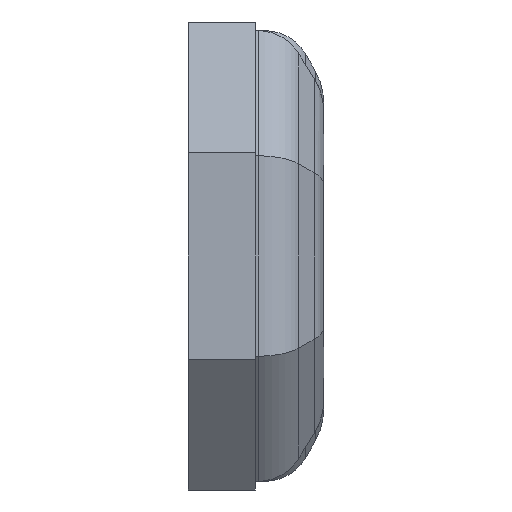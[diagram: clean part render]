
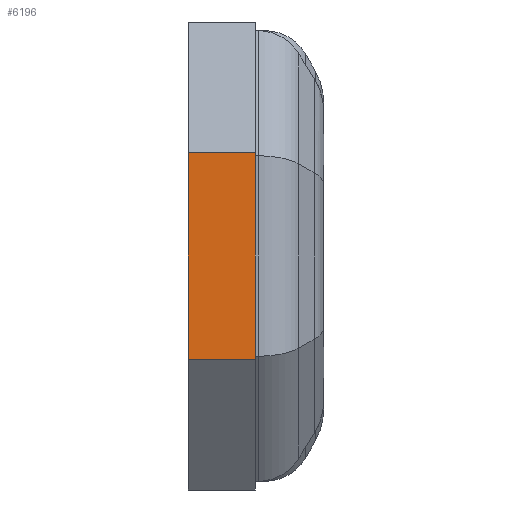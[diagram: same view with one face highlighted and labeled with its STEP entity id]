
A CAD part, left-side view. The second image highlights one B-rep face of the part: STEP entity #6196.
In plain terms, the highlighted planar face has unit normal (-1, 0, 0).
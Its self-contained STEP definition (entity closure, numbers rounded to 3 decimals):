
#820=FACE_OUTER_BOUND('',#1186,.T.);
#1186=EDGE_LOOP('',(#5525,#5526,#5527,#5528));
#1709=LINE('',#11972,#2309);
#1768=LINE('',#12089,#2368);
#1769=LINE('',#12092,#2369);
#1770=LINE('',#12093,#2370);
#2309=VECTOR('',#7939,10.);
#2368=VECTOR('',#8042,10.);
#2369=VECTOR('',#8045,10.);
#2370=VECTOR('',#8046,10.);
#2910=VERTEX_POINT('',#11969);
#2911=VERTEX_POINT('',#11971);
#2947=VERTEX_POINT('',#12087);
#2948=VERTEX_POINT('',#12091);
#3763=EDGE_CURVE('',#2910,#2911,#1709,.T.);
#3822=EDGE_CURVE('',#2947,#2910,#1768,.T.);
#3823=EDGE_CURVE('',#2948,#2947,#1769,.T.);
#3824=EDGE_CURVE('',#2948,#2911,#1770,.T.);
#5525=ORIENTED_EDGE('',*,*,#3822,.F.);
#5526=ORIENTED_EDGE('',*,*,#3823,.F.);
#5527=ORIENTED_EDGE('',*,*,#3824,.T.);
#5528=ORIENTED_EDGE('',*,*,#3763,.F.);
#5842=PLANE('',#6655);
#6196=ADVANCED_FACE('',(#820),#5842,.T.);
#6655=AXIS2_PLACEMENT_3D('',#12090,#8043,#8044);
#7939=DIRECTION('',(0.,0.,1.));
#8042=DIRECTION('',(0.,1.,0.));
#8043=DIRECTION('center_axis',(-1.,0.,0.));
#8044=DIRECTION('ref_axis',(0.,0.,-1.));
#8045=DIRECTION('',(0.,0.,-1.));
#8046=DIRECTION('',(0.,1.,0.));
#11969=CARTESIAN_POINT('',(-64.6,7.024,-13.086));
#11971=CARTESIAN_POINT('',(-64.6,7.024,13.086));
#11972=CARTESIAN_POINT('',(-64.6,7.024,-13.086));
#12087=CARTESIAN_POINT('',(-64.6,-1.476,-13.086));
#12089=CARTESIAN_POINT('',(-64.6,1.524,-13.086));
#12090=CARTESIAN_POINT('Origin',(-64.6,1.524,13.086));
#12091=CARTESIAN_POINT('',(-64.6,-1.476,13.086));
#12092=CARTESIAN_POINT('',(-64.6,-1.476,-13.086));
#12093=CARTESIAN_POINT('',(-64.6,1.524,13.086));
